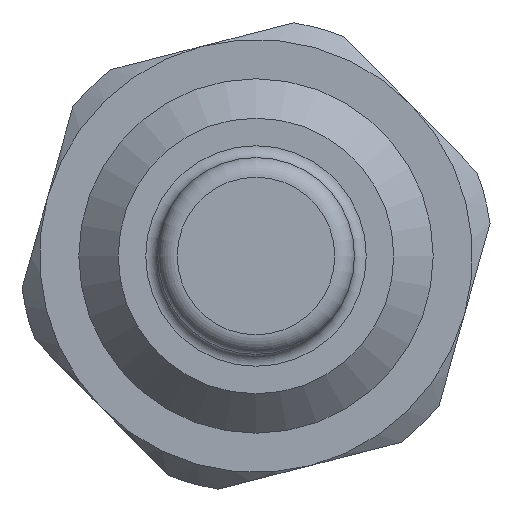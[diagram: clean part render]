
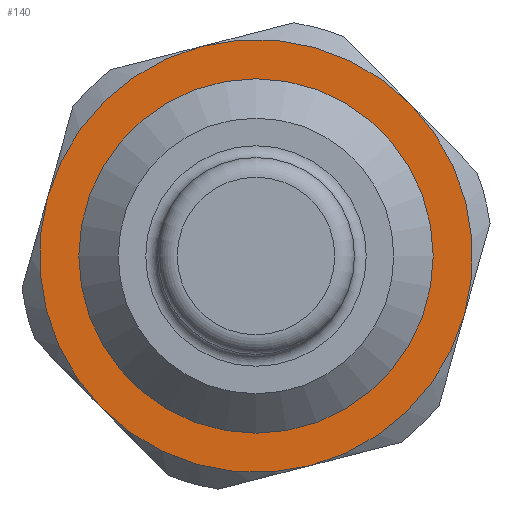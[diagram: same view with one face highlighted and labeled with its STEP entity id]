
A CAD part, left-side view. The second image highlights one B-rep face of the part: STEP entity #140.
In plain terms, the highlighted planar face has unit normal (-1, 0, 0).
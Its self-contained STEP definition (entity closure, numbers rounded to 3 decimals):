
#68=CARTESIAN_POINT('',(20.,4.574,1.281));
#69=DIRECTION('',(-1.0,0.0,0.0));
#70=DIRECTION('',(0.0,0.27,-0.963));
#71=AXIS2_PLACEMENT_3D('',#68,#69,#70);
#72=PLANE('',#71);
#73=CARTESIAN_POINT('',(20.,-5.296,-1.483));
#74=VERTEX_POINT('',#73);
#75=CARTESIAN_POINT('',(20.,-1.364,-5.328));
#76=VERTEX_POINT('',#75);
#77=CARTESIAN_POINT('',(20.,0.,0.));
#78=DIRECTION('',(1.0,0.,0.));
#79=DIRECTION('',(0.,0.963,0.27));
#80=AXIS2_PLACEMENT_3D('',#77,#78,#79);
#81=CIRCLE('',#80,5.5);
#82=EDGE_CURVE('',#74,#76,#81,.T.);
#83=ORIENTED_EDGE('',*,*,#82,.F.);
#84=CARTESIAN_POINT('',(20.,-3.932,3.845));
#85=VERTEX_POINT('',#84);
#86=CARTESIAN_POINT('',(20.,0.,0.));
#87=DIRECTION('',(1.0,0.,0.));
#88=DIRECTION('',(0.,0.963,0.27));
#89=AXIS2_PLACEMENT_3D('',#86,#87,#88);
#90=CIRCLE('',#89,5.5);
#91=EDGE_CURVE('',#85,#74,#90,.T.);
#92=ORIENTED_EDGE('',*,*,#91,.F.);
#93=CARTESIAN_POINT('',(20.,1.364,5.328));
#94=VERTEX_POINT('',#93);
#95=CARTESIAN_POINT('',(20.,0.,0.));
#96=DIRECTION('',(1.0,0.,0.));
#97=DIRECTION('',(0.,0.963,0.27));
#98=AXIS2_PLACEMENT_3D('',#95,#96,#97);
#99=CIRCLE('',#98,5.5);
#100=EDGE_CURVE('',#94,#85,#99,.T.);
#101=ORIENTED_EDGE('',*,*,#100,.F.);
#102=CARTESIAN_POINT('',(20.,5.296,1.483));
#103=VERTEX_POINT('',#102);
#104=CARTESIAN_POINT('',(20.,0.,0.));
#105=DIRECTION('',(1.0,0.,0.));
#106=DIRECTION('',(0.,0.963,0.27));
#107=AXIS2_PLACEMENT_3D('',#104,#105,#106);
#108=CIRCLE('',#107,5.5);
#109=EDGE_CURVE('',#103,#94,#108,.T.);
#110=ORIENTED_EDGE('',*,*,#109,.F.);
#111=CARTESIAN_POINT('',(20.,3.932,-3.845));
#112=VERTEX_POINT('',#111);
#113=CARTESIAN_POINT('',(20.,0.,0.));
#114=DIRECTION('',(1.0,0.,0.));
#115=DIRECTION('',(0.,0.963,0.27));
#116=AXIS2_PLACEMENT_3D('',#113,#114,#115);
#117=CIRCLE('',#116,5.5);
#118=EDGE_CURVE('',#112,#103,#117,.T.);
#119=ORIENTED_EDGE('',*,*,#118,.F.);
#120=CARTESIAN_POINT('',(20.,0.,0.));
#121=DIRECTION('',(1.0,0.,0.));
#122=DIRECTION('',(0.,0.963,0.27));
#123=AXIS2_PLACEMENT_3D('',#120,#121,#122);
#124=CIRCLE('',#123,5.5);
#125=EDGE_CURVE('',#76,#112,#124,.T.);
#126=ORIENTED_EDGE('',*,*,#125,.F.);
#127=EDGE_LOOP('',(#83,#92,#101,#110,#119,#126));
#128=FACE_OUTER_BOUND('',#127,.T.);
#129=CARTESIAN_POINT('',(20.0,4.5,0.0));
#130=VERTEX_POINT('',#129);
#131=CARTESIAN_POINT('',(20.0,0.0,0.0));
#132=DIRECTION('',(1.0,0.0,0.0));
#133=DIRECTION('',(0.0,1.0,0.0));
#134=AXIS2_PLACEMENT_3D('',#131,#132,#133);
#135=CIRCLE('',#134,4.5);
#136=EDGE_CURVE('',#130,#130,#135,.T.);
#137=ORIENTED_EDGE('',*,*,#136,.T.);
#138=EDGE_LOOP('',(#137));
#139=FACE_BOUND('',#138,.T.);
#140=ADVANCED_FACE('',(#128,#139),#72,.T.);
